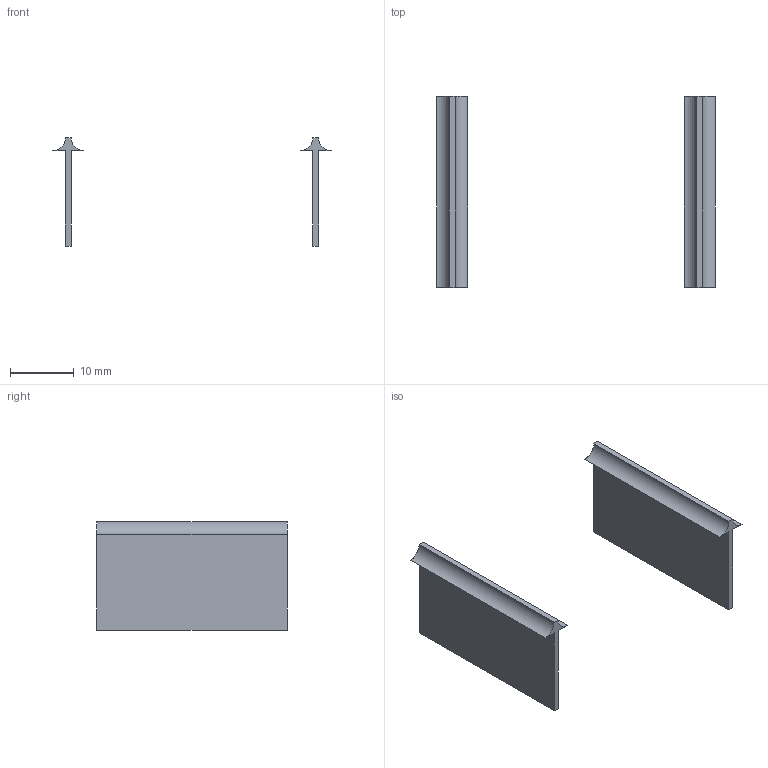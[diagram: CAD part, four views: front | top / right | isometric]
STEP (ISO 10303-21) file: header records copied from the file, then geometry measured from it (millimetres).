
FILE_DESCRIPTION(/* description */ ('STEP AP214'),/* implementation_level */ '2;1');
FILE_NAME(/* name */ '5fff170c72ed7a12c32e8914',/* time_stamp */ '2021-01-13T15:51:41+00:00',/* author */ (''),/* organization */ (''),/* preprocessor_version */ 'ST-DEVELOPER v18.1',/* originating_system */ ' ',/* authorisation */ ' ');
FILE_SCHEMA (('AUTOMOTIVE_DESIGN {1 0 10303 214 3 1 1}'));
Length unit declared in the file: metre
Products named in the file (2): Part 3; Part 4
Bounding box: 43.76 x 30 x 17 mm (x, y, z)
Volume: 1031.2 mm3; surface area: 2594.9 mm2
Topology: 2 solids, 2 shells, 20 faces, 48 edges, 32 vertices
Faces by surface type: plane 16, cylinder 4
Entity records: 635 total; most frequent: CARTESIAN_POINT 102, DIRECTION 100, ORIENTED_EDGE 96, EDGE_CURVE 48, LINE 40, VECTOR 40, VERTEX_POINT 32, AXIS2_PLACEMENT_3D 30
